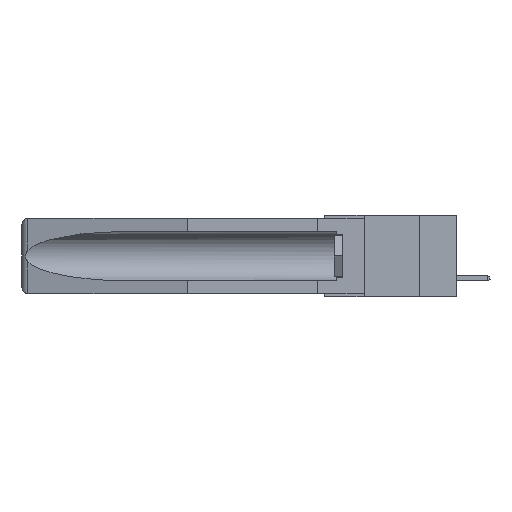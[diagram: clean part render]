
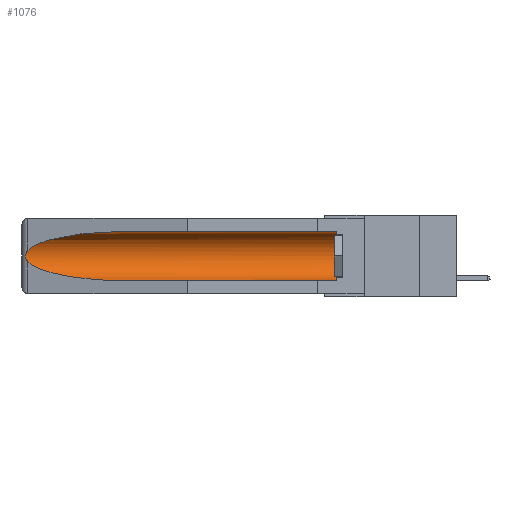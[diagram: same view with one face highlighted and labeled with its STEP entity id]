
A CAD part, left-side view. The second image highlights one B-rep face of the part: STEP entity #1076.
In plain terms, the highlighted cylindrical face has radius 2.857 mm (diameter 5.715 mm), a partial arc.
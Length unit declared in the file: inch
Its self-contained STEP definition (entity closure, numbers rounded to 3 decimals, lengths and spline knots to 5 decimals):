
#241 = CARTESIAN_POINT ( 'NONE',  ( 0.26537, 1.52718, -0.14972 ) ) ;
#380 = CARTESIAN_POINT ( 'NONE',  ( 0.2675, 1.53308, -0.17534 ) ) ;
#997 = DIRECTION ( 'NONE',  ( 0., 0., 1. ) ) ;
#1076 = ADVANCED_FACE ( 'NONE', ( #16387 ), #15898, .F. ) ;
#1711 = CARTESIAN_POINT ( 'NONE',  ( 0.155, 1.07973, -0.059 ) ) ;
#1926 = CARTESIAN_POINT ( 'NONE',  ( 0.26597, 1.52961, -0.15275 ) ) ;
#3429 = CARTESIAN_POINT ( 'NONE',  ( 0.26537, 1.52718, -0.14972 ) ) ;
#3696 = CARTESIAN_POINT ( 'NONE',  ( 0.26537, 1.52718, -0.19328 ) ) ;
#4294 = CARTESIAN_POINT ( 'NONE',  ( 0.155, 1.07973, -0.284 ) ) ;
#4334 = EDGE_CURVE ( 'NONE', #14294, #7789, #16535, .T. ) ;
#4452 = DIRECTION ( 'NONE',  ( 0., 1., 0. ) ) ;
#4733 = EDGE_CURVE ( 'NONE', #18582, #16458, #7763, .T. ) ;
#4766 = ORIENTED_EDGE ( 'NONE', *, *, #4733, .T. ) ;
#4851 = CARTESIAN_POINT ( 'NONE',  ( 0.26654, 1.53092, -0.15636 ) ) ;
#5032 = AXIS2_PLACEMENT_3D ( 'NONE', #19265, #8578, #997 ) ;
#5459 = CARTESIAN_POINT ( 'NONE',  ( 0.155, -0.30754, -0.284 ) ) ;
#5739 = CARTESIAN_POINT ( 'NONE',  ( 0.155, -0.30754, -0.1715 ) ) ;
#5809 = AXIS2_PLACEMENT_3D ( 'NONE', #5739, #16390, #7290 ) ;
#5902 = CARTESIAN_POINT ( 'NONE',  ( 0.155, 1.07973, -0.284 ) ) ;
#6350 = VECTOR ( 'NONE', #4452, 39.37008 ) ;
#7002 = EDGE_LOOP ( 'NONE', ( #12209, #11924, #4766, #10074, #8251, #19362 ) ) ;
#7144 = CARTESIAN_POINT ( 'NONE',  ( 0.155, 0.126, -0.059 ) ) ;
#7290 = DIRECTION ( 'NONE',  ( 0., 0., 1. ) ) ;
#7763 =( BOUNDED_CURVE ( )  B_SPLINE_CURVE ( 3, ( #14760, #14991, #13343, #5902 ),
 .UNSPECIFIED., .F., .T. ) 
 B_SPLINE_CURVE_WITH_KNOTS ( ( 4, 4 ),
 ( 0.1948, 1.5708 ),
 .UNSPECIFIED. ) 
 CURVE ( )  GEOMETRIC_REPRESENTATION_ITEM ( )  RATIONAL_B_SPLINE_CURVE ( ( 1., 0.848, 0.848, 1. ) ) 
 REPRESENTATION_ITEM ( '' )  );
#7789 = VERTEX_POINT ( 'NONE', #7144 ) ;
#7834 = CARTESIAN_POINT ( 'NONE',  ( 0.25451, 1.48313, -0.09465 ) ) ;
#7914 = CARTESIAN_POINT ( 'NONE',  ( 0.2673, 1.5327, -0.16383 ) ) ;
#8251 = ORIENTED_EDGE ( 'NONE', *, *, #4334, .T. ) ;
#8460 = VERTEX_POINT ( 'NONE', #1711 ) ;
#8525 = DIRECTION ( 'NONE',  ( 0., 1., 0. ) ) ;
#8536 = EDGE_CURVE ( 'NONE', #8460, #12489, #17752, .T. ) ;
#8578 = DIRECTION ( 'NONE',  ( 0., -1., 0. ) ) ;
#9458 = EDGE_CURVE ( 'NONE', #12489, #18582, #18350, .T. ) ;
#9498 = CARTESIAN_POINT ( 'NONE',  ( 0.2675, 1.53308, -0.16763 ) ) ;
#9687 = CARTESIAN_POINT ( 'NONE',  ( 0.26597, 1.5296, -0.19026 ) ) ;
#10074 = ORIENTED_EDGE ( 'NONE', *, *, #11841, .F. ) ;
#10237 = LINE ( 'NONE', #5459, #16425 ) ;
#10621 = LINE ( 'NONE', #13338, #6350 ) ;
#10803 = CARTESIAN_POINT ( 'NONE',  ( 0.26537, 1.52718, -0.19328 ) ) ;
#11015 = CARTESIAN_POINT ( 'NONE',  ( 0.2673, 1.53269, -0.17917 ) ) ;
#11841 = EDGE_CURVE ( 'NONE', #14294, #16458, #10237, .T. ) ;
#11924 = ORIENTED_EDGE ( 'NONE', *, *, #9458, .T. ) ;
#12209 = ORIENTED_EDGE ( 'NONE', *, *, #8536, .T. ) ;
#12454 = CARTESIAN_POINT ( 'NONE',  ( 0.155, 1.07973, -0.059 ) ) ;
#12489 = VERTEX_POINT ( 'NONE', #3429 ) ;
#12667 = CARTESIAN_POINT ( 'NONE',  ( 0.26655, 1.53094, -0.18657 ) ) ;
#13338 = CARTESIAN_POINT ( 'NONE',  ( 0.155, -0.30754, -0.059 ) ) ;
#13343 = CARTESIAN_POINT ( 'NONE',  ( 0.21114, 1.30732, -0.284 ) ) ;
#13557 = EDGE_CURVE ( 'NONE', #7789, #8460, #10621, .T. ) ;
#14294 = VERTEX_POINT ( 'NONE', #19530 ) ;
#14760 = CARTESIAN_POINT ( 'NONE',  ( 0.26537, 1.52718, -0.19328 ) ) ;
#14991 = CARTESIAN_POINT ( 'NONE',  ( 0.25451, 1.48313, -0.24835 ) ) ;
#15898 = CYLINDRICAL_SURFACE ( 'NONE', #5809, 0.1125 ) ;
#16387 = FACE_OUTER_BOUND ( 'NONE', #7002, .T. ) ;
#16390 = DIRECTION ( 'NONE',  ( 0., 1., 0. ) ) ;
#16425 = VECTOR ( 'NONE', #8525, 39.37008 ) ;
#16458 = VERTEX_POINT ( 'NONE', #4294 ) ;
#16535 = CIRCLE ( 'NONE', #5032, 0.1125 ) ;
#16920 = CARTESIAN_POINT ( 'NONE',  ( 0.21114, 1.30732, -0.059 ) ) ;
#17074 = CARTESIAN_POINT ( 'NONE',  ( 0.26537, 1.52718, -0.14972 ) ) ;
#17752 =( BOUNDED_CURVE ( )  B_SPLINE_CURVE ( 3, ( #12454, #16920, #7834, #241 ),
 .UNSPECIFIED., .F., .T. ) 
 B_SPLINE_CURVE_WITH_KNOTS ( ( 4, 4 ),
 ( 4.71239, 6.08839 ),
 .UNSPECIFIED. ) 
 CURVE ( )  GEOMETRIC_REPRESENTATION_ITEM ( )  RATIONAL_B_SPLINE_CURVE ( ( 1., 0.848, 0.848, 1. ) ) 
 REPRESENTATION_ITEM ( '' )  );
#18350 = B_SPLINE_CURVE_WITH_KNOTS ( 'NONE', 3,
 ( #17074, #1926, #4851, #7914, #9498, #380, #11015, #12667, #9687, #3696 ),
 .UNSPECIFIED., .F., .F.,
 ( 4, 2, 2, 2, 4 ),
 ( 0., 0.00029, 0.00058, 0.00087, 0.00117 ),
 .UNSPECIFIED. ) ;
#18582 = VERTEX_POINT ( 'NONE', #10803 ) ;
#19265 = CARTESIAN_POINT ( 'NONE',  ( 0.155, 0.126, -0.1715 ) ) ;
#19362 = ORIENTED_EDGE ( 'NONE', *, *, #13557, .T. ) ;
#19530 = CARTESIAN_POINT ( 'NONE',  ( 0.155, 0.126, -0.284 ) ) ;
